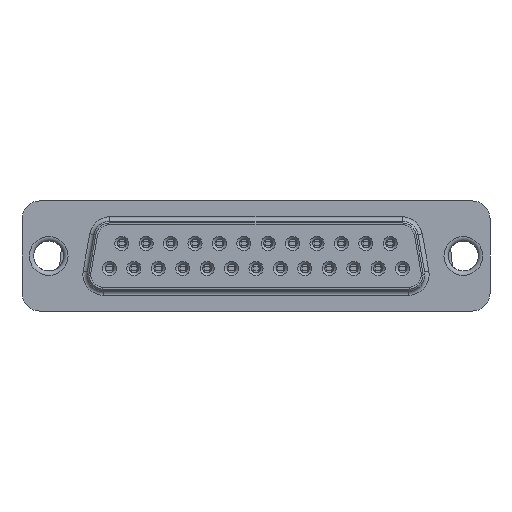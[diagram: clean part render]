
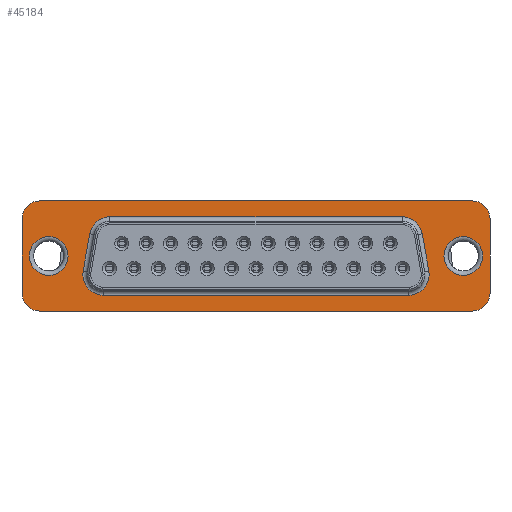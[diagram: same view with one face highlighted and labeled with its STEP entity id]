
A CAD part, front view. The second image highlights one B-rep face of the part: STEP entity #45184.
In plain terms, the highlighted face is planar.
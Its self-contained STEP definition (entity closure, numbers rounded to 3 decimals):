
#1348=CIRCLE('',#57591,2.19);
#1349=CIRCLE('',#57592,2.19);
#1350=CIRCLE('',#57593,2.33);
#1351=CIRCLE('',#57594,2.33);
#1352=CIRCLE('',#57595,2.33);
#1353=CIRCLE('',#57596,2.33);
#1354=CIRCLE('',#57597,2.);
#1355=CIRCLE('',#57598,2.);
#1356=CIRCLE('',#57599,2.);
#1357=CIRCLE('',#57600,2.);
#8832=ORIENTED_EDGE('',*,*,#18550,.T.);
#8833=ORIENTED_EDGE('',*,*,#18551,.T.);
#8834=ORIENTED_EDGE('',*,*,#18552,.T.);
#8835=ORIENTED_EDGE('',*,*,#18553,.T.);
#8836=ORIENTED_EDGE('',*,*,#18554,.T.);
#8837=ORIENTED_EDGE('',*,*,#18555,.T.);
#8838=ORIENTED_EDGE('',*,*,#18556,.T.);
#8839=ORIENTED_EDGE('',*,*,#18557,.T.);
#8840=ORIENTED_EDGE('',*,*,#18558,.T.);
#8841=ORIENTED_EDGE('',*,*,#18559,.T.);
#8842=ORIENTED_EDGE('',*,*,#18522,.T.);
#8843=ORIENTED_EDGE('',*,*,#18560,.T.);
#8844=ORIENTED_EDGE('',*,*,#18524,.T.);
#8845=ORIENTED_EDGE('',*,*,#18561,.T.);
#8846=ORIENTED_EDGE('',*,*,#18530,.T.);
#8847=ORIENTED_EDGE('',*,*,#18562,.T.);
#8848=ORIENTED_EDGE('',*,*,#18534,.T.);
#8849=ORIENTED_EDGE('',*,*,#18563,.T.);
#18522=EDGE_CURVE('',#23891,#23890,#28840,.T.);
#18524=EDGE_CURVE('',#23892,#23893,#28842,.T.);
#18530=EDGE_CURVE('',#23899,#23898,#28848,.T.);
#18534=EDGE_CURVE('',#23903,#23902,#28852,.T.);
#18550=EDGE_CURVE('',#23914,#23914,#1348,.F.);
#18551=EDGE_CURVE('',#23915,#23915,#1349,.F.);
#18552=EDGE_CURVE('',#23916,#23917,#28858,.F.);
#18553=EDGE_CURVE('',#23917,#23918,#1350,.F.);
#18554=EDGE_CURVE('',#23918,#23919,#28859,.F.);
#18555=EDGE_CURVE('',#23919,#23920,#1351,.F.);
#18556=EDGE_CURVE('',#23920,#23921,#28860,.F.);
#18557=EDGE_CURVE('',#23921,#23922,#1352,.F.);
#18558=EDGE_CURVE('',#23922,#23923,#28861,.F.);
#18559=EDGE_CURVE('',#23923,#23916,#1353,.F.);
#18560=EDGE_CURVE('',#23890,#23892,#1354,.T.);
#18561=EDGE_CURVE('',#23893,#23899,#1355,.T.);
#18562=EDGE_CURVE('',#23898,#23903,#1356,.T.);
#18563=EDGE_CURVE('',#23902,#23891,#1357,.T.);
#23890=VERTEX_POINT('',#79239);
#23891=VERTEX_POINT('',#79241);
#23892=VERTEX_POINT('',#79245);
#23893=VERTEX_POINT('',#79246);
#23898=VERTEX_POINT('',#79257);
#23899=VERTEX_POINT('',#79259);
#23902=VERTEX_POINT('',#79266);
#23903=VERTEX_POINT('',#79268);
#23914=VERTEX_POINT('',#79297);
#23915=VERTEX_POINT('',#79299);
#23916=VERTEX_POINT('',#79301);
#23917=VERTEX_POINT('',#79302);
#23918=VERTEX_POINT('',#79304);
#23919=VERTEX_POINT('',#79306);
#23920=VERTEX_POINT('',#79308);
#23921=VERTEX_POINT('',#79310);
#23922=VERTEX_POINT('',#79312);
#23923=VERTEX_POINT('',#79314);
#28840=LINE('',#79240,#34236);
#28842=LINE('',#79244,#34238);
#28848=LINE('',#79258,#34244);
#28852=LINE('',#79267,#34248);
#28858=LINE('',#79300,#34254);
#28859=LINE('',#79305,#34255);
#28860=LINE('',#79309,#34256);
#28861=LINE('',#79313,#34257);
#34236=VECTOR('',#65586,1000.);
#34238=VECTOR('',#65590,1000.);
#34244=VECTOR('',#65598,1000.);
#34248=VECTOR('',#65604,1000.);
#34254=VECTOR('',#65638,1000.);
#34255=VECTOR('',#65641,1000.);
#34256=VECTOR('',#65644,1000.);
#34257=VECTOR('',#65647,1000.);
#38152=EDGE_LOOP('',(#8832));
#38153=EDGE_LOOP('',(#8833));
#38154=EDGE_LOOP('',(#8834,#8835,#8836,#8837,#8838,#8839,#8840,#8841));
#38155=EDGE_LOOP('',(#8842,#8843,#8844,#8845,#8846,#8847,#8848,#8849));
#40770=FACE_BOUND('',#38152,.T.);
#40771=FACE_BOUND('',#38153,.T.);
#40772=FACE_BOUND('',#38154,.T.);
#40773=FACE_BOUND('',#38155,.T.);
#43023=PLANE('',#57590);
#45184=ADVANCED_FACE('',(#40770,#40771,#40772,#40773),#43023,.T.);
#57590=AXIS2_PLACEMENT_3D('',#79295,#65632,#65633);
#57591=AXIS2_PLACEMENT_3D('',#79296,#65634,#65635);
#57592=AXIS2_PLACEMENT_3D('',#79298,#65636,#65637);
#57593=AXIS2_PLACEMENT_3D('',#79303,#65639,#65640);
#57594=AXIS2_PLACEMENT_3D('',#79307,#65642,#65643);
#57595=AXIS2_PLACEMENT_3D('',#79311,#65645,#65646);
#57596=AXIS2_PLACEMENT_3D('',#79315,#65648,#65649);
#57597=AXIS2_PLACEMENT_3D('',#79316,#65650,#65651);
#57598=AXIS2_PLACEMENT_3D('',#79317,#65652,#65653);
#57599=AXIS2_PLACEMENT_3D('',#79318,#65654,#65655);
#57600=AXIS2_PLACEMENT_3D('',#79319,#65656,#65657);
#65586=DIRECTION('',(0.,0.,1.));
#65590=DIRECTION('',(1.,0.,0.));
#65598=DIRECTION('',(0.,0.,-1.));
#65604=DIRECTION('',(-1.,0.,0.));
#65632=DIRECTION('',(0.,1.,0.));
#65633=DIRECTION('',(0.,0.,1.));
#65634=DIRECTION('',(0.,1.,0.));
#65635=DIRECTION('',(0.,0.,1.));
#65636=DIRECTION('',(0.,1.,0.));
#65637=DIRECTION('',(0.,0.,1.));
#65638=DIRECTION('',(0.174,0.,0.985));
#65639=DIRECTION('',(0.,1.,0.));
#65640=DIRECTION('',(0.,0.,1.));
#65641=DIRECTION('',(-1.,0.,0.));
#65642=DIRECTION('',(0.,1.,0.));
#65643=DIRECTION('',(0.,0.,1.));
#65644=DIRECTION('',(0.174,0.,-0.985));
#65645=DIRECTION('',(0.,1.,0.));
#65646=DIRECTION('',(0.,0.,1.));
#65647=DIRECTION('',(1.,0.,0.));
#65648=DIRECTION('',(0.,1.,0.));
#65649=DIRECTION('',(0.,0.,1.));
#65650=DIRECTION('',(0.,1.,0.));
#65651=DIRECTION('',(0.,0.,1.));
#65652=DIRECTION('',(0.,1.,0.));
#65653=DIRECTION('',(0.,0.,1.));
#65654=DIRECTION('',(0.,1.,0.));
#65655=DIRECTION('',(0.,0.,1.));
#65656=DIRECTION('',(0.,1.,0.));
#65657=DIRECTION('',(0.,0.,1.));
#79239=CARTESIAN_POINT('',(-26.55,0.,4.25));
#79240=CARTESIAN_POINT('',(-26.55,0.,-6.25));
#79241=CARTESIAN_POINT('',(-26.55,0.,-4.25));
#79244=CARTESIAN_POINT('',(-26.55,0.,6.25));
#79245=CARTESIAN_POINT('',(-24.55,0.,6.25));
#79246=CARTESIAN_POINT('',(24.55,0.,6.25));
#79257=CARTESIAN_POINT('',(26.55,0.,-4.25));
#79258=CARTESIAN_POINT('',(26.55,0.,6.25));
#79259=CARTESIAN_POINT('',(26.55,0.,4.25));
#79266=CARTESIAN_POINT('',(-24.55,0.,-6.25));
#79267=CARTESIAN_POINT('',(26.55,0.,-6.25));
#79268=CARTESIAN_POINT('',(24.55,0.,-6.25));
#79295=CARTESIAN_POINT('',(0.,0.,0.));
#79296=CARTESIAN_POINT('',(23.52,0.,0.));
#79297=CARTESIAN_POINT('',(23.52,0.,2.19));
#79298=CARTESIAN_POINT('',(-23.52,0.,0.));
#79299=CARTESIAN_POINT('',(-23.52,0.,2.19));
#79300=CARTESIAN_POINT('',(-19.615,0.,-1.715));
#79301=CARTESIAN_POINT('',(-18.867,0.,2.525));
#79302=CARTESIAN_POINT('',(-19.615,0.,-1.715));
#79303=CARTESIAN_POINT('',(-17.32,0.,-2.12));
#79304=CARTESIAN_POINT('',(-17.32,0.,-4.45));
#79305=CARTESIAN_POINT('',(17.32,0.,-4.45));
#79306=CARTESIAN_POINT('',(17.32,0.,-4.45));
#79307=CARTESIAN_POINT('',(17.32,0.,-2.12));
#79308=CARTESIAN_POINT('',(19.615,0.,-1.715));
#79309=CARTESIAN_POINT('',(18.867,0.,2.525));
#79310=CARTESIAN_POINT('',(18.867,0.,2.525));
#79311=CARTESIAN_POINT('',(16.572,0.,2.12));
#79312=CARTESIAN_POINT('',(16.572,0.,4.45));
#79313=CARTESIAN_POINT('',(-16.572,0.,4.45));
#79314=CARTESIAN_POINT('',(-16.572,0.,4.45));
#79315=CARTESIAN_POINT('',(-16.572,0.,2.12));
#79316=CARTESIAN_POINT('',(-24.55,0.,4.25));
#79317=CARTESIAN_POINT('',(24.55,0.,4.25));
#79318=CARTESIAN_POINT('',(24.55,0.,-4.25));
#79319=CARTESIAN_POINT('',(-24.55,0.,-4.25));
